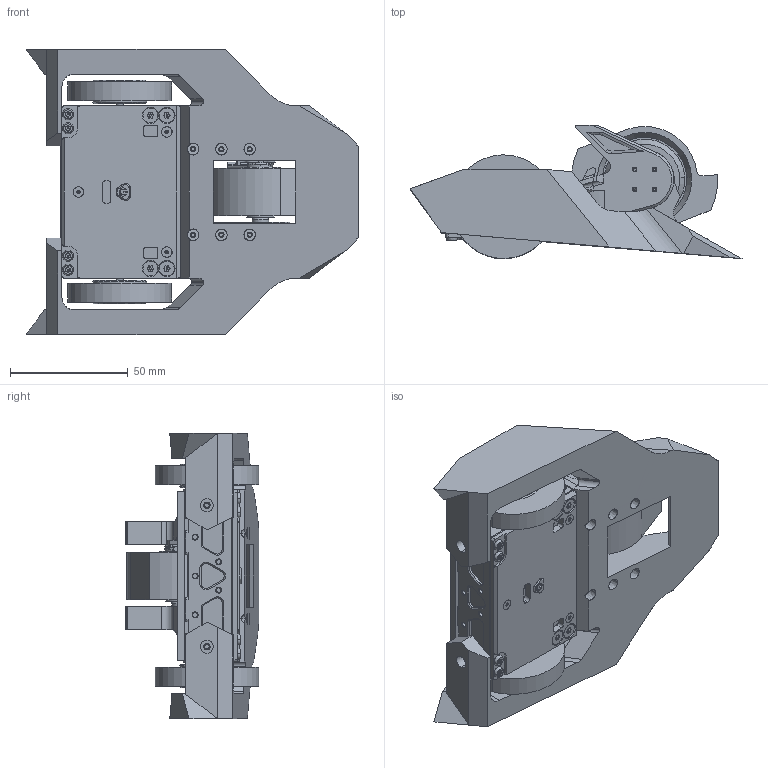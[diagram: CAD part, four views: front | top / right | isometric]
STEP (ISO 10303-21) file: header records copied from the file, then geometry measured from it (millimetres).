
FILE_DESCRIPTION (( 'STEP AP214' ), '1' );
FILE_NAME ('苤怢瑞300-1.STEP', '2023-12-08T08:59:48', ( '' ), ( '' ), 'SwSTEP 2.0', 'SolidWorks 2020', '' );
FILE_SCHEMA (( 'AUTOMOTIVE_DESIGN' ));
Length unit declared in the file: millimetre
Products named in the file (25): 苤怢瑞300-1(2)^苤怢瑞300-1; ^复件 (3) __小台风300-1(2)_小台风300-1; 复件 (6) ^_小台风300-1(2)_小台风300-1; 复件 (4) ^_小台风300-1(2)_小台风300-1; ^苤怢瑞300-1(2)_苤怢瑞300-1; ^复件 (4) __小台风300-1(2)_小台风300-1; 苤怢瑞300-1; 复件 (3) ^复件 (4) __小台风300-1(2)_小台风300-1; 复件 (3) ^复件 (3) __小台风300-1(2)_小台风300-1; ^_苤怢瑞300-1(2)_苤怢瑞300-1; 葩璃 葩璃 MFL104ZZ^苤怢瑞300-1; 复件 (5) ^_小台风300-1(2)_小台风300-1; 复件 (4) ^复件 (3) __小台风300-1(2)_小台风300-1; 复件 (2) ^__小台风300-1(2)_小台风300-1; 复件 (3) ^_小台风300-1(2)_小台风300-1; 萇儂沓喃; 复件 (2) ^复件 (3) __小台风300-1(2)_小台风300-1; 复件 (2) ^复件 (4) __小台风300-1(2)_小台风300-1; 复件 (2) ^_小台风300-1(2)_小台风300-1; 复件 (4) ^复件 (4) __小台风300-1(2)_小台风300-1; ______^苤怢瑞300-1(2)_苤怢瑞300-1; ^__苤怢瑞300-1(2)_苤怢瑞300-1
Assembly tree (29 placements, depth 5):
  苤怢瑞300-1
    苤怢瑞300-1(2)^苤怢瑞300-1
      ^苤怢瑞300-1(2)_苤怢瑞300-1
        ^_苤怢瑞300-1(2)_苤怢瑞300-1
          ^__苤怢瑞300-1(2)_苤怢瑞300-1
          复件 (2) ^__小台风300-1(2)_小台风300-1
        复件 (3) ^_小台风300-1(2)_小台风300-1
          ^复件 (3) __小台风300-1(2)_小台风300-1
          复件 (2) ^复件 (3) __小台风300-1(2)_小台风300-1
          复件 (3) ^复件 (3) __小台风300-1(2)_小台风300-1  x2
          复件 (4) ^复件 (3) __小台风300-1(2)_小台风300-1  x2
        复件 (4) ^_小台风300-1(2)_小台风300-1
          ^复件 (4) __小台风300-1(2)_小台风300-1
          复件 (2) ^复件 (4) __小台风300-1(2)_小台风300-1
          复件 (3) ^复件 (4) __小台风300-1(2)_小台风300-1  x2
          复件 (4) ^复件 (4) __小台风300-1(2)_小台风300-1  x2
        ^_苤怢瑞300-1(2)_苤怢瑞300-1
        复件 (2) ^_小台风300-1(2)_小台风300-1
        复件 (3) ^_小台风300-1(2)_小台风300-1
        复件 (4) ^_小台风300-1(2)_小台风300-1
        复件 (5) ^_小台风300-1(2)_小台风300-1  x2
        复件 (6) ^_小台风300-1(2)_小台风300-1
      ______^苤怢瑞300-1(2)_苤怢瑞300-1
    萇儂沓喃
    葩璃 葩璃 MFL104ZZ^苤怢瑞300-1
Bounding box: 140.89 x 56.63 x 121.08 mm (x, y, z)
Volume: 272488.4 mm3; surface area: 92598.5 mm2
Topology: 25 solids, 28 shells, 2535 faces, 6543 edges, 4204 vertices
Faces by surface type: cylinder 1024, plane 952, cone 400, bspline 92, torus 49, sphere 18
Entity records: 98142 total; most frequent: CARTESIAN_POINT 22740, DIRECTION 13067, ORIENTED_EDGE 12732, EDGE_CURVE 6366, AXIS2_PLACEMENT_3D 4988, VERTEX_POINT 4100, VECTOR 3091, LINE 3091
